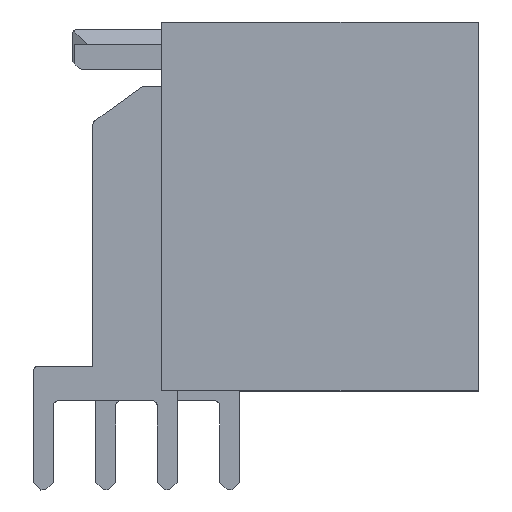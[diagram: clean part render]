
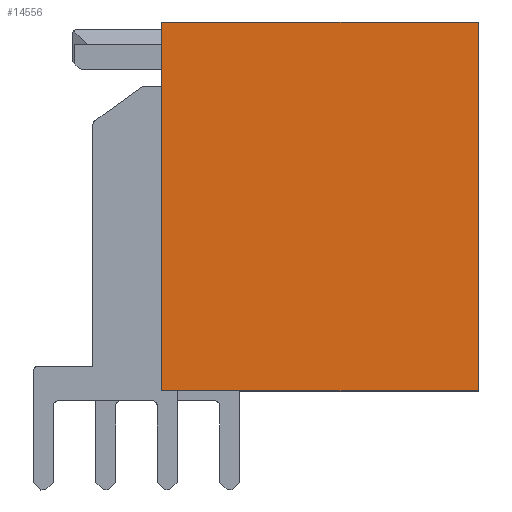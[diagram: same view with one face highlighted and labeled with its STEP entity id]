
A CAD part, front view. The second image highlights one B-rep face of the part: STEP entity #14556.
In plain terms, the highlighted planar face has unit normal (0, -1, 0).
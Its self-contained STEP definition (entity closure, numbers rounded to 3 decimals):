
#1405=ORIENTED_EDGE('',*,*,#5518,.F.);
#1406=ORIENTED_EDGE('',*,*,#5284,.F.);
#1407=ORIENTED_EDGE('',*,*,#5519,.F.);
#1408=ORIENTED_EDGE('',*,*,#5520,.F.);
#5284=EDGE_CURVE('',#7347,#7348,#8824,.T.);
#5518=EDGE_CURVE('',#7348,#7508,#9058,.T.);
#5519=EDGE_CURVE('',#7509,#7347,#9059,.T.);
#5520=EDGE_CURVE('',#7508,#7509,#9060,.T.);
#7347=VERTEX_POINT('',#21285);
#7348=VERTEX_POINT('',#21287);
#7508=VERTEX_POINT('',#21720);
#7509=VERTEX_POINT('',#21722);
#8824=LINE('',#21286,#10893);
#9058=LINE('',#21719,#11127);
#9059=LINE('',#21721,#11128);
#9060=LINE('',#21723,#11129);
#10893=VECTOR('',#16972,1000.);
#11127=VECTOR('',#17284,1000.);
#11128=VECTOR('',#17285,1000.);
#11129=VECTOR('',#17286,1000.);
#12352=EDGE_LOOP('',(#1405,#1406,#1407,#1408));
#13122=FACE_BOUND('',#12352,.T.);
#13869=PLANE('',#15345);
#14556=ADVANCED_FACE('',(#13122),#13869,.F.);
#15345=AXIS2_PLACEMENT_3D('',#21718,#17282,#17283);
#16972=DIRECTION('',(1.,0.,0.));
#17282=DIRECTION('',(0.,1.,0.));
#17283=DIRECTION('',(0.,0.,1.));
#17284=DIRECTION('',(0.,0.,-1.));
#17285=DIRECTION('',(0.,0.,1.));
#17286=DIRECTION('',(-1.,0.,0.));
#21285=CARTESIAN_POINT('',(-7.45,0.,6.4));
#21286=CARTESIAN_POINT('',(-7.45,0.,6.4));
#21287=CARTESIAN_POINT('',(7.45,0.,6.4));
#21718=CARTESIAN_POINT('',(0.,0.,0.));
#21719=CARTESIAN_POINT('',(7.45,0.,6.4));
#21720=CARTESIAN_POINT('',(7.45,0.,-6.4));
#21721=CARTESIAN_POINT('',(-7.45,0.,-6.4));
#21722=CARTESIAN_POINT('',(-7.45,0.,-6.4));
#21723=CARTESIAN_POINT('',(7.45,0.,-6.4));
